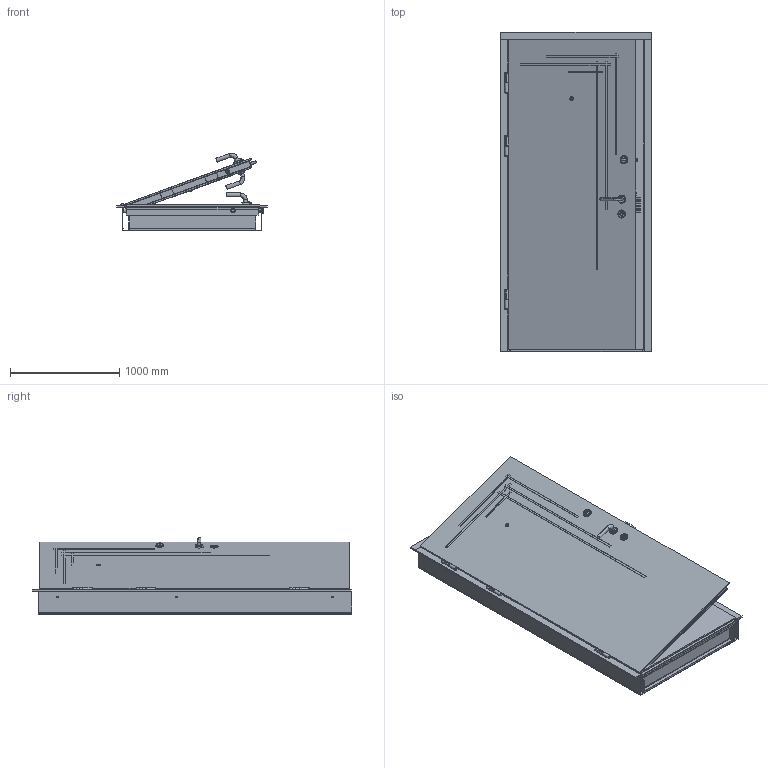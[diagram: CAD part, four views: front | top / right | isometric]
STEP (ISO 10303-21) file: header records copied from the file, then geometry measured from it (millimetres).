
FILE_DESCRIPTION(('FreeCAD Model'),'2;1');
FILE_NAME('Open CASCADE Shape Model','2025-04-26T00:44:53',('FreeCAD'),( 'FreeCAD'),'Open CASCADE STEP processor 7.6','FreeCAD','Unknown');
FILE_SCHEMA(('AUTOMOTIVE_DESIGN { 1 0 10303 214 1 1 1 1 }'));
Products named in the file (1): Open CASCADE STEP translator 7.6 1
Bounding box: 1377.89 x 2928.37 x 713.53 mm (x, y, z)
Volume: 218212224.5 mm3; surface area: 59264302.3 mm2
Topology: 77 solids, 77 shells, 1824 faces, 4194 edges, 2578 vertices
Faces by surface type: bspline 1824
Entity records: 52466 total; most frequent: CARTESIAN_POINT 27489, ORIENTED_EDGE 8348, EDGE_CURVE 4174, B_SPLINE_CURVE_WITH_KNOTS 2710, VERTEX_POINT 2578, FACE_BOUND 2112, EDGE_LOOP 2112, ADVANCED_FACE 1824
